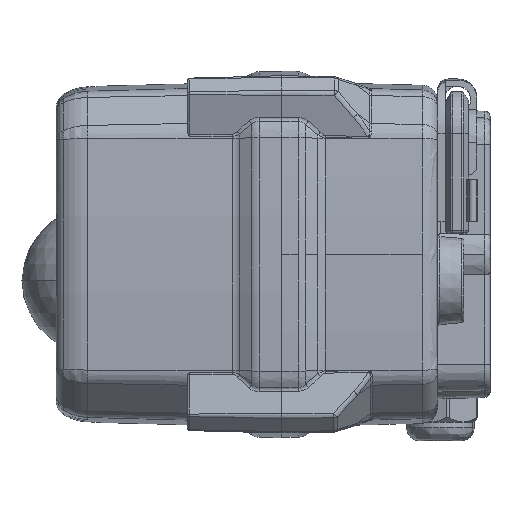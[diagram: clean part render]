
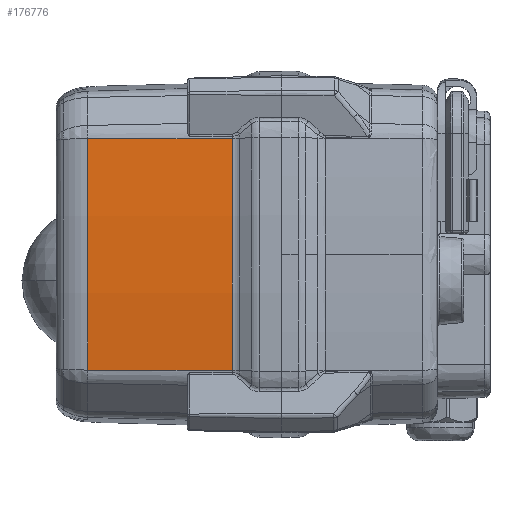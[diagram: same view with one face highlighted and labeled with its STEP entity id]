
A CAD part, left-side view. The second image highlights one B-rep face of the part: STEP entity #176776.
In plain terms, the highlighted conical face has half-angle 1.5 degrees and reference radius 288.5 mm.
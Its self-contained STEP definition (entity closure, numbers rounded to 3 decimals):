
#176404 = CONICAL_SURFACE('',#176405,5.,0.026);
#176405 = AXIS2_PLACEMENT_3D('',#176406,#176407,#176408);
#176406 = CARTESIAN_POINT('',(-43.163,0.,-21.766));
#176407 = DIRECTION('',(-0.,-1.,-0.));
#176408 = DIRECTION('',(0.,0.,1.));
#176687 = VERTEX_POINT('',#176688);
#176688 = CARTESIAN_POINT('',(-47.903,9.39,
    -22.131));
#176715 = EDGE_CURVE('',#176716,#176687,#176718,.T.);
#176716 = VERTEX_POINT('',#176717);
#176717 = CARTESIAN_POINT('',(-47.182,37.,-22.075));
#176718 = SURFACE_CURVE('',#176719,(#176723,#176730),.PCURVE_S1.);
#176719 = LINE('',#176720,#176721);
#176720 = CARTESIAN_POINT('',(-48.148,0.,-22.15));
#176721 = VECTOR('',#176722,1.);
#176722 = DIRECTION('',(-0.026,-1.,
    -0.002));
#176723 = PCURVE('',#176404,#176724);
#176724 = DEFINITIONAL_REPRESENTATION('',(#176725),#176729);
#176725 = LINE('',#176726,#176727);
#176726 = CARTESIAN_POINT('',(1.648,0.));
#176727 = VECTOR('',#176728,1.);
#176728 = DIRECTION('',(0.,1.));
#176729 = ( GEOMETRIC_REPRESENTATION_CONTEXT(2) 
PARAMETRIC_REPRESENTATION_CONTEXT() REPRESENTATION_CONTEXT('2D SPACE',''
  ) );
#176730 = PCURVE('',#176731,#176736);
#176731 = CONICAL_SURFACE('',#176732,288.5,0.026
  );
#176732 = AXIS2_PLACEMENT_3D('',#176733,#176734,#176735);
#176733 = CARTESIAN_POINT('',(239.5,0.,0.));
#176734 = DIRECTION('',(-0.,-1.,-0.));
#176735 = DIRECTION('',(0.,0.,1.));
#176736 = DEFINITIONAL_REPRESENTATION('',(#176737),#176741);
#176737 = LINE('',#176738,#176739);
#176738 = CARTESIAN_POINT('',(1.648,0.));
#176739 = VECTOR('',#176740,1.);
#176740 = DIRECTION('',(0.,1.));
#176741 = ( GEOMETRIC_REPRESENTATION_CONTEXT(2) 
PARAMETRIC_REPRESENTATION_CONTEXT() REPRESENTATION_CONTEXT('2D SPACE',''
  ) );
#176776 = ADVANCED_FACE('',(#176777),#176731,.T.);
#176777 = FACE_BOUND('',#176778,.T.);
#176778 = EDGE_LOOP('',(#176779,#176780,#176809,#176837));
#176779 = ORIENTED_EDGE('',*,*,#176715,.T.);
#176780 = ORIENTED_EDGE('',*,*,#176781,.T.);
#176781 = EDGE_CURVE('',#176687,#176782,#176784,.T.);
#176782 = VERTEX_POINT('',#176783);
#176783 = CARTESIAN_POINT('',(-47.903,9.39,
    22.131));
#176784 = SURFACE_CURVE('',#176785,(#176790,#176797),.PCURVE_S1.);
#176785 = CIRCLE('',#176786,288.254);
#176786 = AXIS2_PLACEMENT_3D('',#176787,#176788,#176789);
#176787 = CARTESIAN_POINT('',(239.5,9.39,0.)
  );
#176788 = DIRECTION('',(0.,1.,0.));
#176789 = DIRECTION('',(0.,0.,-1.));
#176790 = PCURVE('',#176731,#176791);
#176791 = DEFINITIONAL_REPRESENTATION('',(#176792),#176796);
#176792 = LINE('',#176793,#176794);
#176793 = CARTESIAN_POINT('',(3.142,-9.39));
#176794 = VECTOR('',#176795,1.);
#176795 = DIRECTION('',(-1.,0.));
#176796 = ( GEOMETRIC_REPRESENTATION_CONTEXT(2) 
PARAMETRIC_REPRESENTATION_CONTEXT() REPRESENTATION_CONTEXT('2D SPACE',''
  ) );
#176797 = PCURVE('',#176798,#176803);
#176798 = TOROIDAL_SURFACE('',#176799,291.253,3.);
#176799 = AXIS2_PLACEMENT_3D('',#176800,#176801,#176802);
#176800 = CARTESIAN_POINT('',(239.5,9.469,0.)
  );
#176801 = DIRECTION('',(-0.,-1.,-0.));
#176802 = DIRECTION('',(0.,0.,-1.));
#176803 = DEFINITIONAL_REPRESENTATION('',(#176804),#176808);
#176804 = LINE('',#176805,#176806);
#176805 = CARTESIAN_POINT('',(6.283,3.115));
#176806 = VECTOR('',#176807,1.);
#176807 = DIRECTION('',(-1.,0.));
#176808 = ( GEOMETRIC_REPRESENTATION_CONTEXT(2) 
PARAMETRIC_REPRESENTATION_CONTEXT() REPRESENTATION_CONTEXT('2D SPACE',''
  ) );
#176809 = ORIENTED_EDGE('',*,*,#176810,.F.);
#176810 = EDGE_CURVE('',#176811,#176782,#176813,.T.);
#176811 = VERTEX_POINT('',#176812);
#176812 = CARTESIAN_POINT('',(-47.182,37.,22.075));
#176813 = SURFACE_CURVE('',#176814,(#176818,#176825),.PCURVE_S1.);
#176814 = LINE('',#176815,#176816);
#176815 = CARTESIAN_POINT('',(-48.148,0.,22.15));
#176816 = VECTOR('',#176817,1.);
#176817 = DIRECTION('',(-0.026,-1.,
    0.002));
#176818 = PCURVE('',#176731,#176819);
#176819 = DEFINITIONAL_REPRESENTATION('',(#176820),#176824);
#176820 = LINE('',#176821,#176822);
#176821 = CARTESIAN_POINT('',(1.494,0.));
#176822 = VECTOR('',#176823,1.);
#176823 = DIRECTION('',(0.,1.));
#176824 = ( GEOMETRIC_REPRESENTATION_CONTEXT(2) 
PARAMETRIC_REPRESENTATION_CONTEXT() REPRESENTATION_CONTEXT('2D SPACE',''
  ) );
#176825 = PCURVE('',#176826,#176831);
#176826 = CONICAL_SURFACE('',#176827,5.,0.026);
#176827 = AXIS2_PLACEMENT_3D('',#176828,#176829,#176830);
#176828 = CARTESIAN_POINT('',(-43.163,0.,21.766));
#176829 = DIRECTION('',(-0.,-1.,-0.));
#176830 = DIRECTION('',(0.,0.,-1.));
#176831 = DEFINITIONAL_REPRESENTATION('',(#176832),#176836);
#176832 = LINE('',#176833,#176834);
#176833 = CARTESIAN_POINT('',(4.636,0.));
#176834 = VECTOR('',#176835,1.);
#176835 = DIRECTION('',(0.,1.));
#176836 = ( GEOMETRIC_REPRESENTATION_CONTEXT(2) 
PARAMETRIC_REPRESENTATION_CONTEXT() REPRESENTATION_CONTEXT('2D SPACE',''
  ) );
#176837 = ORIENTED_EDGE('',*,*,#176838,.F.);
#176838 = EDGE_CURVE('',#176716,#176811,#176839,.T.);
#176839 = SURFACE_CURVE('',#176840,(#176845,#176852),.PCURVE_S1.);
#176840 = CIRCLE('',#176841,287.531);
#176841 = AXIS2_PLACEMENT_3D('',#176842,#176843,#176844);
#176842 = CARTESIAN_POINT('',(239.5,37.,0.));
#176843 = DIRECTION('',(0.,1.,0.));
#176844 = DIRECTION('',(0.,0.,-1.));
#176845 = PCURVE('',#176731,#176846);
#176846 = DEFINITIONAL_REPRESENTATION('',(#176847),#176851);
#176847 = LINE('',#176848,#176849);
#176848 = CARTESIAN_POINT('',(3.142,-37.));
#176849 = VECTOR('',#176850,1.);
#176850 = DIRECTION('',(-1.,0.));
#176851 = ( GEOMETRIC_REPRESENTATION_CONTEXT(2) 
PARAMETRIC_REPRESENTATION_CONTEXT() REPRESENTATION_CONTEXT('2D SPACE',''
  ) );
#176852 = PCURVE('',#176853,#176858);
#176853 = TOROIDAL_SURFACE('',#176854,278.534,9.);
#176854 = AXIS2_PLACEMENT_3D('',#176855,#176856,#176857);
#176855 = CARTESIAN_POINT('',(239.5,36.764,0.
    ));
#176856 = DIRECTION('',(0.,1.,0.));
#176857 = DIRECTION('',(0.,-0.,1.));
#176858 = DEFINITIONAL_REPRESENTATION('',(#176859),#176863);
#176859 = LINE('',#176860,#176861);
#176860 = CARTESIAN_POINT('',(3.142,0.026));
#176861 = VECTOR('',#176862,1.);
#176862 = DIRECTION('',(1.,0.));
#176863 = ( GEOMETRIC_REPRESENTATION_CONTEXT(2) 
PARAMETRIC_REPRESENTATION_CONTEXT() REPRESENTATION_CONTEXT('2D SPACE',''
  ) );
